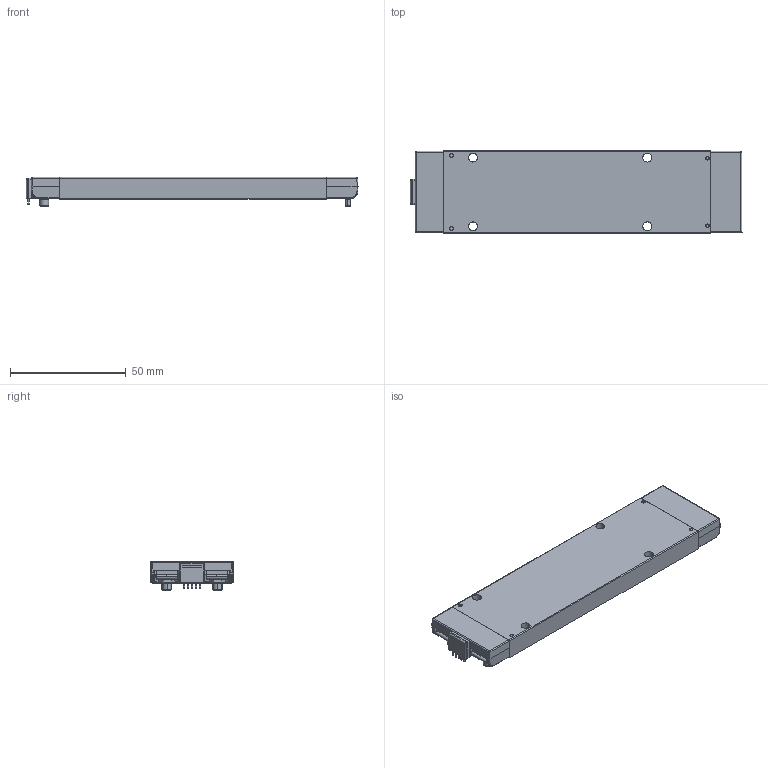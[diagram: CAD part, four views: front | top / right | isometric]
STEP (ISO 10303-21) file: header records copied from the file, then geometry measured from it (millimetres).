
FILE_DESCRIPTION (( 'STEP AP214' ), '1' );
FILE_NAME ('5614_VIA_shortpin_w_comm.STEP', '2020-12-08T20:41:38', ( '' ), ( '' ), 'SwSTEP 2.0', 'SolidWorks 2017', '' );
FILE_SCHEMA (( 'AUTOMOTIVE_DESIGN' ));
Length unit declared in the file: millimetre
Products named in the file (1): 5614_VIA_shortpin_w_comm
Bounding box: 143.57 x 35.54 x 12.64 mm (x, y, z)
Volume: 48786.8 mm3; surface area: 28708.3 mm2
Topology: 27 solids, 29 shells, 1704 faces, 4423 edges, 2842 vertices
Faces by surface type: plane 642, cylinder 631, cone 320, bspline 111
Entity records: 85896 total; most frequent: CARTESIAN_POINT 26925, ORIENTED_EDGE 8846, DIRECTION 7835, EDGE_CURVE 4423, VERTEX_POINT 2842, AXIS2_PLACEMENT_3D 2794, VECTOR 2247, LINE 2247
